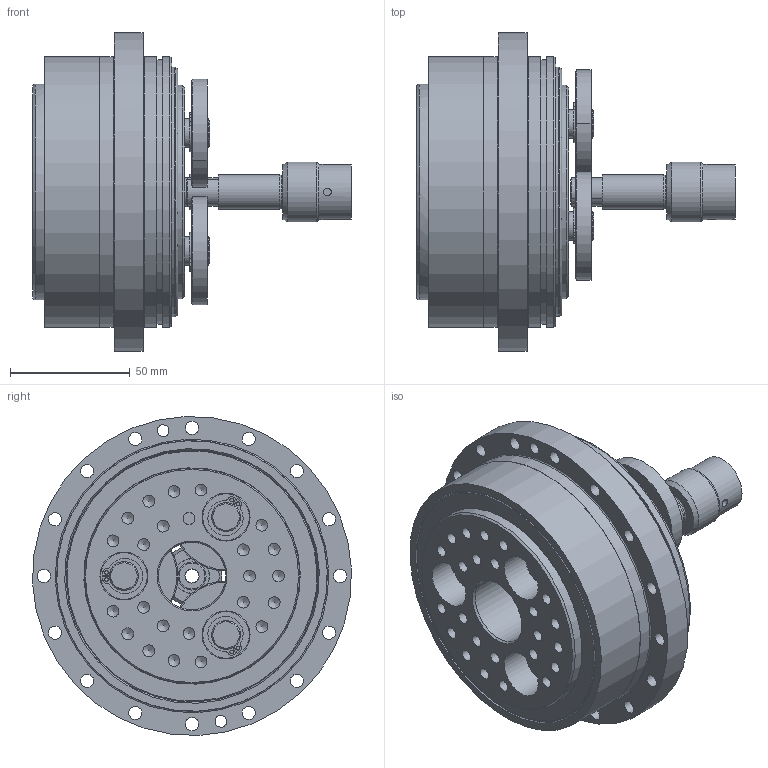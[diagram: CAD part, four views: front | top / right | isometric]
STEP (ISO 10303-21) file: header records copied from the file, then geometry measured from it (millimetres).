
FILE_DESCRIPTION(/* description */ (''),/* implementation_level */ '2;1');
FILE_NAME(/* name */ 'F4CF-UA15-139.stp',/* time_stamp */ '2023-03-06T09:54:10+09:00',/* author */ ('ik43153556'),/* organization */ (''),/* preprocessor_version */ 'ST-DEVELOPER v18.1',/* originating_system */ 'Autodesk Inventor 2021',/* authorisation */ '');
FILE_SCHEMA (('CONFIG_CONTROL_DESIGN'));
Length unit declared in the file: millimetre
Products named in the file (1): F4CF-UA15
Bounding box: 132.8 x 132.87 x 132.87 mm (x, y, z)
Volume: 411920.4 mm3; surface area: 150397.3 mm2
Topology: 3 solids, 46 shells, 1079 faces, 2640 edges, 1734 vertices
Faces by surface type: cylinder 533, plane 377, cone 86, torus 56, sphere 27
Full cylindrical faces by diameter (mm): 1.5 x24, 3.242 x1, 4.917 x26, 5.5 x17, 6 x9, 6.6 x6, 7 x7, 10 x6, 11 x6, 11.5 x6, 11.85 x6, 12 x15, 14.3 x1, 16 x3, 20 x13, 22 x3, 23 x1, 25 x1, 28 x2, 81.5 x2, 82.197 x2, 87 x1, 89 x2, 90 x3, 93.6 x1, 94 x1, 97 x1, 98.35 x1, 102 x1, 104 x3
Entity records: 34843 total; most frequent: CARTESIAN_POINT 7154, DIRECTION 6177, ORIENTED_EDGE 5114, AXIS2_PLACEMENT_3D 2644, EDGE_CURVE 2557, VERTEX_POINT 1736, CIRCLE 1564, EDGE_LOOP 1321
